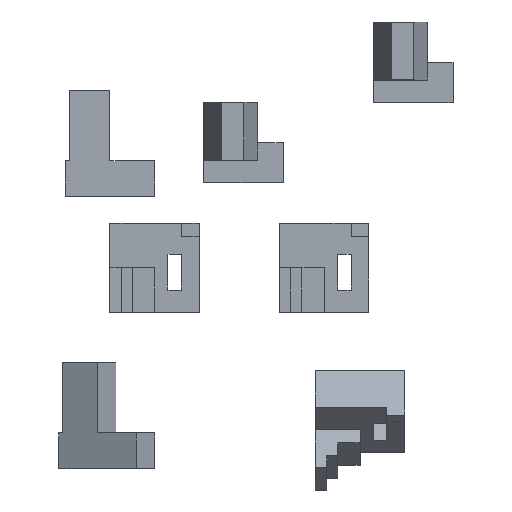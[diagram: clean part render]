
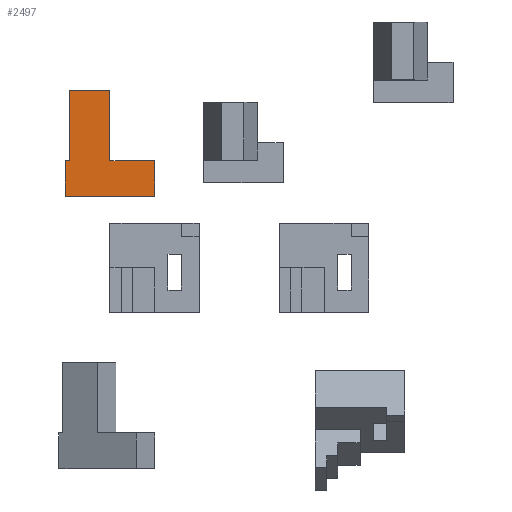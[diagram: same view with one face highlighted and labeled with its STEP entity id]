
A CAD part, top view. The second image highlights one B-rep face of the part: STEP entity #2497.
In plain terms, the highlighted planar face has unit normal (0, 0, 1).
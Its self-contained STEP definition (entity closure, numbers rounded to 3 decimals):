
#2074 = VERTEX_POINT('',#2075);
#2075 = CARTESIAN_POINT('',(-10.,39.69,8.18));
#2084 = PLANE('',#2085);
#2085 = AXIS2_PLACEMENT_3D('',#2086,#2087,#2088);
#2086 = CARTESIAN_POINT('',(-10.,24.,4.09));
#2087 = DIRECTION('',(1.,0.,0.));
#2088 = DIRECTION('',(0.,0.,-1.));
#2096 = PLANE('',#2097);
#2097 = AXIS2_PLACEMENT_3D('',#2098,#2099,#2100);
#2098 = CARTESIAN_POINT('',(-10.,39.69,0.));
#2099 = DIRECTION('',(0.,1.,0.));
#2100 = DIRECTION('',(-1.,0.,0.));
#2108 = EDGE_CURVE('',#2074,#2109,#2111,.T.);
#2109 = VERTEX_POINT('',#2110);
#2110 = CARTESIAN_POINT('',(-10.,24.,8.18));
#2111 = SURFACE_CURVE('',#2112,(#2116,#2123),.PCURVE_S1.);
#2112 = LINE('',#2113,#2114);
#2113 = CARTESIAN_POINT('',(-10.,12.,8.18));
#2114 = VECTOR('',#2115,1.);
#2115 = DIRECTION('',(0.,-1.,0.));
#2116 = PCURVE('',#2084,#2117);
#2117 = DEFINITIONAL_REPRESENTATION('',(#2118),#2122);
#2118 = LINE('',#2119,#2120);
#2119 = CARTESIAN_POINT('',(-4.09,-12.));
#2120 = VECTOR('',#2121,1.);
#2121 = DIRECTION('',(0.,-1.));
#2122 = ( GEOMETRIC_REPRESENTATION_CONTEXT(2) 
PARAMETRIC_REPRESENTATION_CONTEXT() REPRESENTATION_CONTEXT('2D SPACE',''
  ) );
#2123 = PCURVE('',#2124,#2129);
#2124 = PLANE('',#2125);
#2125 = AXIS2_PLACEMENT_3D('',#2126,#2127,#2128);
#2126 = CARTESIAN_POINT('',(0.,0.,8.18));
#2127 = DIRECTION('',(0.,0.,-1.));
#2128 = DIRECTION('',(-1.,0.,0.));
#2129 = DEFINITIONAL_REPRESENTATION('',(#2130),#2134);
#2130 = LINE('',#2131,#2132);
#2131 = CARTESIAN_POINT('',(10.,12.));
#2132 = VECTOR('',#2133,1.);
#2133 = DIRECTION('',(0.,-1.));
#2134 = ( GEOMETRIC_REPRESENTATION_CONTEXT(2) 
PARAMETRIC_REPRESENTATION_CONTEXT() REPRESENTATION_CONTEXT('2D SPACE',''
  ) );
#2152 = PLANE('',#2153);
#2153 = AXIS2_PLACEMENT_3D('',#2154,#2155,#2156);
#2154 = CARTESIAN_POINT('',(-10.,24.,0.));
#2155 = DIRECTION('',(0.,1.,0.));
#2156 = DIRECTION('',(-1.,0.,0.));
#2196 = VERTEX_POINT('',#2197);
#2197 = CARTESIAN_POINT('',(-19.,39.69,8.18));
#2204 = PLANE('',#2205);
#2205 = AXIS2_PLACEMENT_3D('',#2206,#2207,#2208);
#2206 = CARTESIAN_POINT('',(-19.,24.,4.09));
#2207 = DIRECTION('',(-1.,0.,0.));
#2208 = DIRECTION('',(0.,0.,1.));
#2247 = VERTEX_POINT('',#2248);
#2248 = CARTESIAN_POINT('',(-19.,24.,8.18));
#2262 = PLANE('',#2263);
#2263 = AXIS2_PLACEMENT_3D('',#2264,#2265,#2266);
#2264 = CARTESIAN_POINT('',(-10.,24.,0.));
#2265 = DIRECTION('',(0.,1.,0.));
#2266 = DIRECTION('',(-1.,0.,0.));
#2274 = EDGE_CURVE('',#2247,#2196,#2275,.T.);
#2275 = SURFACE_CURVE('',#2276,(#2280,#2287),.PCURVE_S1.);
#2276 = LINE('',#2277,#2278);
#2277 = CARTESIAN_POINT('',(-19.,12.,8.18));
#2278 = VECTOR('',#2279,1.);
#2279 = DIRECTION('',(0.,1.,0.));
#2280 = PCURVE('',#2204,#2281);
#2281 = DEFINITIONAL_REPRESENTATION('',(#2282),#2286);
#2282 = LINE('',#2283,#2284);
#2283 = CARTESIAN_POINT('',(4.09,-12.));
#2284 = VECTOR('',#2285,1.);
#2285 = DIRECTION('',(0.,1.));
#2286 = ( GEOMETRIC_REPRESENTATION_CONTEXT(2) 
PARAMETRIC_REPRESENTATION_CONTEXT() REPRESENTATION_CONTEXT('2D SPACE',''
  ) );
#2287 = PCURVE('',#2124,#2288);
#2288 = DEFINITIONAL_REPRESENTATION('',(#2289),#2293);
#2289 = LINE('',#2290,#2291);
#2290 = CARTESIAN_POINT('',(19.,12.));
#2291 = VECTOR('',#2292,1.);
#2292 = DIRECTION('',(0.,1.));
#2293 = ( GEOMETRIC_REPRESENTATION_CONTEXT(2) 
PARAMETRIC_REPRESENTATION_CONTEXT() REPRESENTATION_CONTEXT('2D SPACE',''
  ) );
#2316 = PLANE('',#2317);
#2317 = AXIS2_PLACEMENT_3D('',#2318,#2319,#2320);
#2318 = CARTESIAN_POINT('',(-20.,20.,0.));
#2319 = DIRECTION('',(-1.,0.,0.));
#2320 = DIRECTION('',(0.,-1.,0.));
#2411 = PLANE('',#2412);
#2412 = AXIS2_PLACEMENT_3D('',#2413,#2414,#2415);
#2413 = CARTESIAN_POINT('',(0.,20.,0.));
#2414 = DIRECTION('',(1.,0.,0.));
#2415 = DIRECTION('',(0.,1.,0.));
#2437 = PLANE('',#2438);
#2438 = AXIS2_PLACEMENT_3D('',#2439,#2440,#2441);
#2439 = CARTESIAN_POINT('',(-10.,16.,0.));
#2440 = DIRECTION('',(0.,-1.,0.));
#2441 = DIRECTION('',(1.,0.,0.));
#2453 = EDGE_CURVE('',#2109,#2454,#2456,.T.);
#2454 = VERTEX_POINT('',#2455);
#2455 = CARTESIAN_POINT('',(0.,24.,8.18));
#2456 = SURFACE_CURVE('',#2457,(#2461,#2468),.PCURVE_S1.);
#2457 = LINE('',#2458,#2459);
#2458 = CARTESIAN_POINT('',(-20.,24.,8.18));
#2459 = VECTOR('',#2460,1.);
#2460 = DIRECTION('',(1.,0.,0.));
#2461 = PCURVE('',#2152,#2462);
#2462 = DEFINITIONAL_REPRESENTATION('',(#2463),#2467);
#2463 = LINE('',#2464,#2465);
#2464 = CARTESIAN_POINT('',(10.,8.18));
#2465 = VECTOR('',#2466,1.);
#2466 = DIRECTION('',(-1.,0.));
#2467 = ( GEOMETRIC_REPRESENTATION_CONTEXT(2) 
PARAMETRIC_REPRESENTATION_CONTEXT() REPRESENTATION_CONTEXT('2D SPACE',''
  ) );
#2468 = PCURVE('',#2124,#2469);
#2469 = DEFINITIONAL_REPRESENTATION('',(#2470),#2474);
#2470 = LINE('',#2471,#2472);
#2471 = CARTESIAN_POINT('',(20.,24.));
#2472 = VECTOR('',#2473,1.);
#2473 = DIRECTION('',(-1.,0.));
#2474 = ( GEOMETRIC_REPRESENTATION_CONTEXT(2) 
PARAMETRIC_REPRESENTATION_CONTEXT() REPRESENTATION_CONTEXT('2D SPACE',''
  ) );
#2497 = ADVANCED_FACE('',(#2498),#2124,.F.);
#2498 = FACE_BOUND('',#2499,.T.);
#2499 = EDGE_LOOP('',(#2500,#2523,#2546,#2569,#2590,#2591,#2592,#2613));
#2500 = ORIENTED_EDGE('',*,*,#2501,.F.);
#2501 = EDGE_CURVE('',#2502,#2247,#2504,.T.);
#2502 = VERTEX_POINT('',#2503);
#2503 = CARTESIAN_POINT('',(-20.,24.,8.18));
#2504 = SURFACE_CURVE('',#2505,(#2509,#2516),.PCURVE_S1.);
#2505 = LINE('',#2506,#2507);
#2506 = CARTESIAN_POINT('',(-20.,24.,8.18));
#2507 = VECTOR('',#2508,1.);
#2508 = DIRECTION('',(1.,0.,0.));
#2509 = PCURVE('',#2124,#2510);
#2510 = DEFINITIONAL_REPRESENTATION('',(#2511),#2515);
#2511 = LINE('',#2512,#2513);
#2512 = CARTESIAN_POINT('',(20.,24.));
#2513 = VECTOR('',#2514,1.);
#2514 = DIRECTION('',(-1.,0.));
#2515 = ( GEOMETRIC_REPRESENTATION_CONTEXT(2) 
PARAMETRIC_REPRESENTATION_CONTEXT() REPRESENTATION_CONTEXT('2D SPACE',''
  ) );
#2516 = PCURVE('',#2262,#2517);
#2517 = DEFINITIONAL_REPRESENTATION('',(#2518),#2522);
#2518 = LINE('',#2519,#2520);
#2519 = CARTESIAN_POINT('',(10.,8.18));
#2520 = VECTOR('',#2521,1.);
#2521 = DIRECTION('',(-1.,0.));
#2522 = ( GEOMETRIC_REPRESENTATION_CONTEXT(2) 
PARAMETRIC_REPRESENTATION_CONTEXT() REPRESENTATION_CONTEXT('2D SPACE',''
  ) );
#2523 = ORIENTED_EDGE('',*,*,#2524,.F.);
#2524 = EDGE_CURVE('',#2525,#2502,#2527,.T.);
#2525 = VERTEX_POINT('',#2526);
#2526 = CARTESIAN_POINT('',(-20.,16.,8.18));
#2527 = SURFACE_CURVE('',#2528,(#2532,#2539),.PCURVE_S1.);
#2528 = LINE('',#2529,#2530);
#2529 = CARTESIAN_POINT('',(-20.,16.,8.18));
#2530 = VECTOR('',#2531,1.);
#2531 = DIRECTION('',(0.,1.,0.));
#2532 = PCURVE('',#2124,#2533);
#2533 = DEFINITIONAL_REPRESENTATION('',(#2534),#2538);
#2534 = LINE('',#2535,#2536);
#2535 = CARTESIAN_POINT('',(20.,16.));
#2536 = VECTOR('',#2537,1.);
#2537 = DIRECTION('',(0.,1.));
#2538 = ( GEOMETRIC_REPRESENTATION_CONTEXT(2) 
PARAMETRIC_REPRESENTATION_CONTEXT() REPRESENTATION_CONTEXT('2D SPACE',''
  ) );
#2539 = PCURVE('',#2316,#2540);
#2540 = DEFINITIONAL_REPRESENTATION('',(#2541),#2545);
#2541 = LINE('',#2542,#2543);
#2542 = CARTESIAN_POINT('',(4.,8.18));
#2543 = VECTOR('',#2544,1.);
#2544 = DIRECTION('',(-1.,0.));
#2545 = ( GEOMETRIC_REPRESENTATION_CONTEXT(2) 
PARAMETRIC_REPRESENTATION_CONTEXT() REPRESENTATION_CONTEXT('2D SPACE',''
  ) );
#2546 = ORIENTED_EDGE('',*,*,#2547,.F.);
#2547 = EDGE_CURVE('',#2548,#2525,#2550,.T.);
#2548 = VERTEX_POINT('',#2549);
#2549 = CARTESIAN_POINT('',(0.,16.,8.18));
#2550 = SURFACE_CURVE('',#2551,(#2555,#2562),.PCURVE_S1.);
#2551 = LINE('',#2552,#2553);
#2552 = CARTESIAN_POINT('',(0.,16.,8.18));
#2553 = VECTOR('',#2554,1.);
#2554 = DIRECTION('',(-1.,0.,0.));
#2555 = PCURVE('',#2124,#2556);
#2556 = DEFINITIONAL_REPRESENTATION('',(#2557),#2561);
#2557 = LINE('',#2558,#2559);
#2558 = CARTESIAN_POINT('',(0.,16.));
#2559 = VECTOR('',#2560,1.);
#2560 = DIRECTION('',(1.,0.));
#2561 = ( GEOMETRIC_REPRESENTATION_CONTEXT(2) 
PARAMETRIC_REPRESENTATION_CONTEXT() REPRESENTATION_CONTEXT('2D SPACE',''
  ) );
#2562 = PCURVE('',#2437,#2563);
#2563 = DEFINITIONAL_REPRESENTATION('',(#2564),#2568);
#2564 = LINE('',#2565,#2566);
#2565 = CARTESIAN_POINT('',(10.,8.18));
#2566 = VECTOR('',#2567,1.);
#2567 = DIRECTION('',(-1.,0.));
#2568 = ( GEOMETRIC_REPRESENTATION_CONTEXT(2) 
PARAMETRIC_REPRESENTATION_CONTEXT() REPRESENTATION_CONTEXT('2D SPACE',''
  ) );
#2569 = ORIENTED_EDGE('',*,*,#2570,.F.);
#2570 = EDGE_CURVE('',#2454,#2548,#2571,.T.);
#2571 = SURFACE_CURVE('',#2572,(#2576,#2583),.PCURVE_S1.);
#2572 = LINE('',#2573,#2574);
#2573 = CARTESIAN_POINT('',(0.,24.,8.18));
#2574 = VECTOR('',#2575,1.);
#2575 = DIRECTION('',(0.,-1.,0.));
#2576 = PCURVE('',#2124,#2577);
#2577 = DEFINITIONAL_REPRESENTATION('',(#2578),#2582);
#2578 = LINE('',#2579,#2580);
#2579 = CARTESIAN_POINT('',(0.,24.));
#2580 = VECTOR('',#2581,1.);
#2581 = DIRECTION('',(0.,-1.));
#2582 = ( GEOMETRIC_REPRESENTATION_CONTEXT(2) 
PARAMETRIC_REPRESENTATION_CONTEXT() REPRESENTATION_CONTEXT('2D SPACE',''
  ) );
#2583 = PCURVE('',#2411,#2584);
#2584 = DEFINITIONAL_REPRESENTATION('',(#2585),#2589);
#2585 = LINE('',#2586,#2587);
#2586 = CARTESIAN_POINT('',(4.,8.18));
#2587 = VECTOR('',#2588,1.);
#2588 = DIRECTION('',(-1.,0.));
#2589 = ( GEOMETRIC_REPRESENTATION_CONTEXT(2) 
PARAMETRIC_REPRESENTATION_CONTEXT() REPRESENTATION_CONTEXT('2D SPACE',''
  ) );
#2590 = ORIENTED_EDGE('',*,*,#2453,.F.);
#2591 = ORIENTED_EDGE('',*,*,#2108,.F.);
#2592 = ORIENTED_EDGE('',*,*,#2593,.T.);
#2593 = EDGE_CURVE('',#2074,#2196,#2594,.T.);
#2594 = SURFACE_CURVE('',#2595,(#2599,#2606),.PCURVE_S1.);
#2595 = LINE('',#2596,#2597);
#2596 = CARTESIAN_POINT('',(-5.,39.69,8.18));
#2597 = VECTOR('',#2598,1.);
#2598 = DIRECTION('',(-1.,0.,0.));
#2599 = PCURVE('',#2124,#2600);
#2600 = DEFINITIONAL_REPRESENTATION('',(#2601),#2605);
#2601 = LINE('',#2602,#2603);
#2602 = CARTESIAN_POINT('',(5.,39.69));
#2603 = VECTOR('',#2604,1.);
#2604 = DIRECTION('',(1.,0.));
#2605 = ( GEOMETRIC_REPRESENTATION_CONTEXT(2) 
PARAMETRIC_REPRESENTATION_CONTEXT() REPRESENTATION_CONTEXT('2D SPACE',''
  ) );
#2606 = PCURVE('',#2096,#2607);
#2607 = DEFINITIONAL_REPRESENTATION('',(#2608),#2612);
#2608 = LINE('',#2609,#2610);
#2609 = CARTESIAN_POINT('',(-5.,8.18));
#2610 = VECTOR('',#2611,1.);
#2611 = DIRECTION('',(1.,0.));
#2612 = ( GEOMETRIC_REPRESENTATION_CONTEXT(2) 
PARAMETRIC_REPRESENTATION_CONTEXT() REPRESENTATION_CONTEXT('2D SPACE',''
  ) );
#2613 = ORIENTED_EDGE('',*,*,#2274,.F.);
